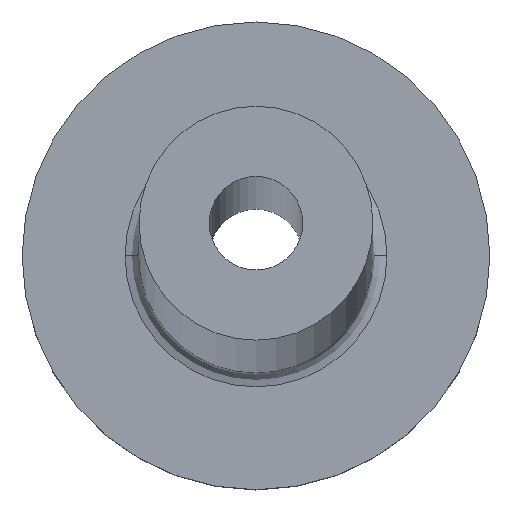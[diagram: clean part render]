
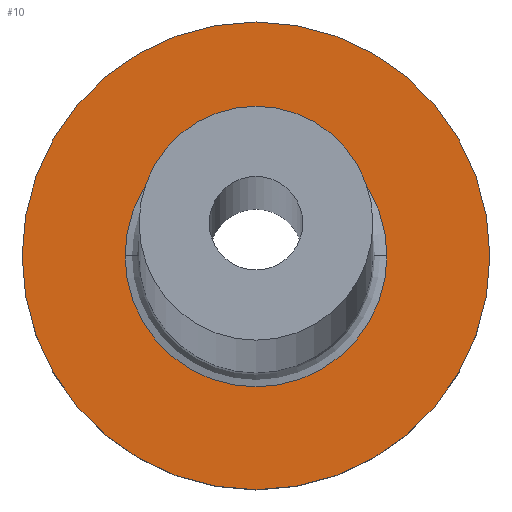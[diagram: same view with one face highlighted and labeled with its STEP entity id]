
A CAD part, top view. The second image highlights one B-rep face of the part: STEP entity #10.
In plain terms, the highlighted planar face has unit normal (0, 0, 1).
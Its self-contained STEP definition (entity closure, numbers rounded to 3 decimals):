
#10 = ADVANCED_FACE ( 'NONE', ( #141, #315 ), #254, .T. ) ;
#42 = EDGE_LOOP ( 'NONE', ( #372, #192 ) ) ;
#66 = CIRCLE ( 'NONE', #325, 5. ) ;
#73 = VERTEX_POINT ( 'NONE', #178 ) ;
#113 = DIRECTION ( 'NONE',  ( 0., 0., 1. ) ) ;
#117 = VERTEX_POINT ( 'NONE', #350 ) ;
#141 = FACE_BOUND ( 'NONE', #213, .T. ) ;
#147 = EDGE_CURVE ( 'NONE', #73, #117, #347, .T. ) ;
#150 = DIRECTION ( 'NONE',  ( 1., 0., 0. ) ) ;
#172 = CARTESIAN_POINT ( 'NONE',  ( 0., 0., 3. ) ) ;
#178 = CARTESIAN_POINT ( 'NONE',  ( 5., 0., 3. ) ) ;
#191 = CARTESIAN_POINT ( 'NONE',  ( -2.8, 0., 3. ) ) ;
#192 = ORIENTED_EDGE ( 'NONE', *, *, #147, .T. ) ;
#194 = DIRECTION ( 'NONE',  ( 0., 0., -1. ) ) ;
#196 = DIRECTION ( 'NONE',  ( 1., 0., 0. ) ) ;
#213 = EDGE_LOOP ( 'NONE', ( #280, #376 ) ) ;
#219 = DIRECTION ( 'NONE',  ( 0., 0., 1. ) ) ;
#229 = CIRCLE ( 'NONE', #274, 2.8 ) ;
#241 = CARTESIAN_POINT ( 'NONE',  ( 0., 0., 3. ) ) ;
#249 = AXIS2_PLACEMENT_3D ( 'NONE', #172, #113, #196 ) ;
#254 = PLANE ( 'NONE',  #249 ) ;
#255 = CARTESIAN_POINT ( 'NONE',  ( 0., 0., 3. ) ) ;
#257 = EDGE_CURVE ( 'NONE', #334, #341, #229, .T. ) ;
#272 = DIRECTION ( 'NONE',  ( 0., 0., -1. ) ) ;
#274 = AXIS2_PLACEMENT_3D ( 'NONE', #356, #272, #362 ) ;
#280 = ORIENTED_EDGE ( 'NONE', *, *, #257, .T. ) ;
#299 = CIRCLE ( 'NONE', #380, 2.8 ) ;
#301 = AXIS2_PLACEMENT_3D ( 'NONE', #241, #355, #150 ) ;
#315 = FACE_OUTER_BOUND ( 'NONE', #42, .T. ) ;
#325 = AXIS2_PLACEMENT_3D ( 'NONE', #255, #219, #373 ) ;
#334 = VERTEX_POINT ( 'NONE', #375 ) ;
#335 = DIRECTION ( 'NONE',  ( 1., 0., 0. ) ) ;
#341 = VERTEX_POINT ( 'NONE', #191 ) ;
#347 = CIRCLE ( 'NONE', #301, 5. ) ;
#350 = CARTESIAN_POINT ( 'NONE',  ( -5., 0., 3. ) ) ;
#355 = DIRECTION ( 'NONE',  ( 0., 0., 1. ) ) ;
#356 = CARTESIAN_POINT ( 'NONE',  ( 0., 0., 3. ) ) ;
#359 = EDGE_CURVE ( 'NONE', #117, #73, #66, .T. ) ;
#362 = DIRECTION ( 'NONE',  ( 1., 0., 0. ) ) ;
#367 = EDGE_CURVE ( 'NONE', #341, #334, #299, .T. ) ;
#370 = CARTESIAN_POINT ( 'NONE',  ( 0., 0., 3. ) ) ;
#372 = ORIENTED_EDGE ( 'NONE', *, *, #359, .T. ) ;
#373 = DIRECTION ( 'NONE',  ( 1., 0., 0. ) ) ;
#375 = CARTESIAN_POINT ( 'NONE',  ( 2.8, 0., 3. ) ) ;
#376 = ORIENTED_EDGE ( 'NONE', *, *, #367, .T. ) ;
#380 = AXIS2_PLACEMENT_3D ( 'NONE', #370, #194, #335 ) ;
